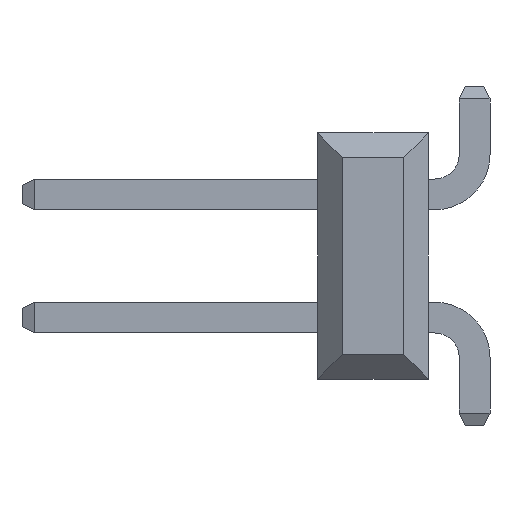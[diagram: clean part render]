
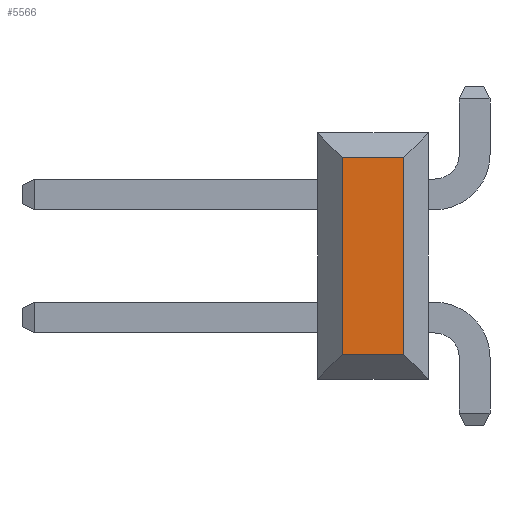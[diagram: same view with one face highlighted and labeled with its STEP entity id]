
A CAD part, left-side view. The second image highlights one B-rep face of the part: STEP entity #5566.
In plain terms, the highlighted planar face has unit normal (-1, 0, 0).
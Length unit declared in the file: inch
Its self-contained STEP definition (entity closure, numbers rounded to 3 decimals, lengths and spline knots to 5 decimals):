
#825=DIRECTION('',(0.,0.,1.));
#826=VECTOR('',#825,0.16);
#827=CARTESIAN_POINT('',(-0.35,-0.025,-0.08));
#828=LINE('',#827,#826);
#837=DIRECTION('',(0.,0.,1.));
#838=VECTOR('',#837,0.16);
#839=CARTESIAN_POINT('',(-0.35,0.025,-0.08));
#840=LINE('',#839,#838);
#841=DIRECTION('',(0.,-1.,0.));
#842=VECTOR('',#841,0.05);
#843=CARTESIAN_POINT('',(-0.35,0.025,0.08));
#844=LINE('',#843,#842);
#845=DIRECTION('',(0.,-1.,0.));
#846=VECTOR('',#845,0.05);
#847=CARTESIAN_POINT('',(-0.35,0.025,-0.08));
#848=LINE('',#847,#846);
#3657=CARTESIAN_POINT('',(-0.35,0.025,-0.08));
#3658=CARTESIAN_POINT('',(-0.35,0.025,0.08));
#3659=VERTEX_POINT('',#3657);
#3660=VERTEX_POINT('',#3658);
#3661=CARTESIAN_POINT('',(-0.35,-0.025,-0.08));
#3662=CARTESIAN_POINT('',(-0.35,-0.025,0.08));
#3663=VERTEX_POINT('',#3661);
#3664=VERTEX_POINT('',#3662);
#5552=CARTESIAN_POINT('',(-0.35,0.025,-0.1));
#5553=DIRECTION('',(-1.,0.,0.));
#5554=DIRECTION('',(0.,-1.,0.));
#5555=AXIS2_PLACEMENT_3D('',#5552,#5553,#5554);
#5556=PLANE('',#5555);
#5558=ORIENTED_EDGE('',*,*,#5557,.T.);
#5560=ORIENTED_EDGE('',*,*,#5559,.T.);
#5561=ORIENTED_EDGE('',*,*,#5542,.F.);
#5563=ORIENTED_EDGE('',*,*,#5562,.F.);
#5564=EDGE_LOOP('',(#5558,#5560,#5561,#5563));
#5565=FACE_OUTER_BOUND('',#5564,.F.);
#5566=ADVANCED_FACE('',(#5565),#5556,.T.);
#5542=EDGE_CURVE('',#3663,#3664,#828,.T.);
#5557=EDGE_CURVE('',#3659,#3660,#840,.T.);
#5559=EDGE_CURVE('',#3660,#3664,#844,.T.);
#5562=EDGE_CURVE('',#3659,#3663,#848,.T.);
